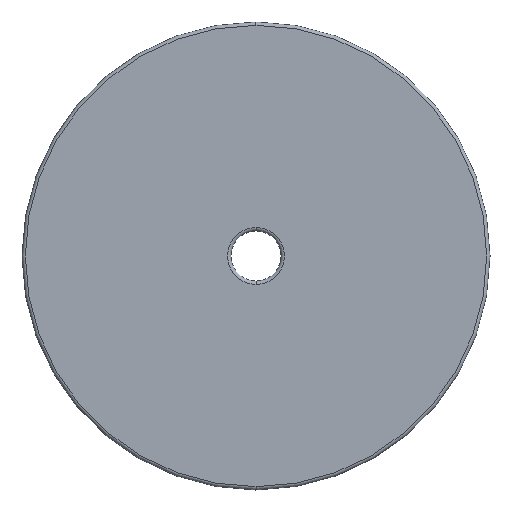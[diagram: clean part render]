
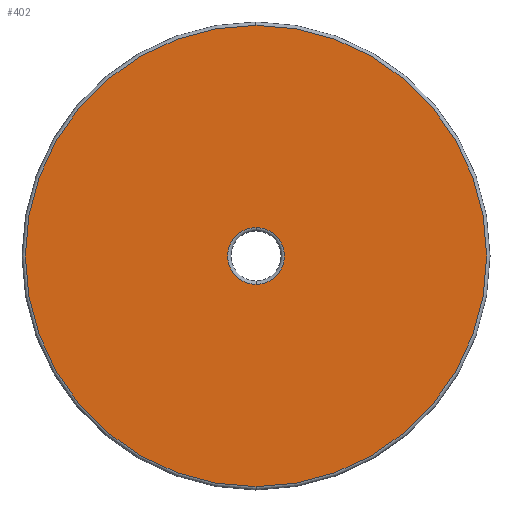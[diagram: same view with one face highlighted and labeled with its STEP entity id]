
A CAD part, left-side view. The second image highlights one B-rep face of the part: STEP entity #402.
In plain terms, the highlighted planar face has unit normal (-1, 0, 0).
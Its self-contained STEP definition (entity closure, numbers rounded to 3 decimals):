
#27 = ORIENTED_EDGE ( 'NONE', *, *, #993, .T. ) ;
#76 = ORIENTED_EDGE ( 'NONE', *, *, #534, .T. ) ;
#85 = VERTEX_POINT ( 'NONE', #1011 ) ;
#103 = ORIENTED_EDGE ( 'NONE', *, *, #392, .T. ) ;
#189 = VERTEX_POINT ( 'NONE', #275 ) ;
#214 = EDGE_CURVE ( 'NONE', #85, #189, #437, .T. ) ;
#225 = EDGE_LOOP ( 'NONE', ( #103, #1003 ) ) ;
#228 = DIRECTION ( 'NONE',  ( 0., 0., -1. ) ) ;
#249 = CARTESIAN_POINT ( 'NONE',  ( -4., 0., 1.7 ) ) ;
#266 = AXIS2_PLACEMENT_3D ( 'NONE', #954, #878, #467 ) ;
#275 = CARTESIAN_POINT ( 'NONE',  ( -4., 0., -13.8 ) ) ;
#317 = AXIS2_PLACEMENT_3D ( 'NONE', #634, #724, #228 ) ;
#392 = EDGE_CURVE ( 'NONE', #189, #85, #436, .T. ) ;
#402 = ADVANCED_FACE ( 'NONE', ( #910, #1040 ), #551, .F. ) ;
#423 = VERTEX_POINT ( 'NONE', #977 ) ;
#436 = CIRCLE ( 'NONE', #266, 13.8 ) ;
#437 = CIRCLE ( 'NONE', #466, 13.8 ) ;
#456 = CARTESIAN_POINT ( 'NONE',  ( -4., 0., 0. ) ) ;
#466 = AXIS2_PLACEMENT_3D ( 'NONE', #456, #791, #552 ) ;
#467 = DIRECTION ( 'NONE',  ( 0., 0., -1. ) ) ;
#480 = DIRECTION ( 'NONE',  ( 1., 0., 0. ) ) ;
#499 = CIRCLE ( 'NONE', #739, 1.7 ) ;
#520 = CARTESIAN_POINT ( 'NONE',  ( -4., 0., 0. ) ) ;
#534 = EDGE_CURVE ( 'NONE', #423, #800, #757, .T. ) ;
#551 = PLANE ( 'NONE',  #317 ) ;
#552 = DIRECTION ( 'NONE',  ( 0., 0., -1. ) ) ;
#634 = CARTESIAN_POINT ( 'NONE',  ( -4., 1.5, 0. ) ) ;
#650 = DIRECTION ( 'NONE',  ( 0., 0., -1. ) ) ;
#724 = DIRECTION ( 'NONE',  ( 1., 0., 0. ) ) ;
#739 = AXIS2_PLACEMENT_3D ( 'NONE', #520, #1019, #938 ) ;
#757 = CIRCLE ( 'NONE', #996, 1.7 ) ;
#791 = DIRECTION ( 'NONE',  ( -1., 0., 0. ) ) ;
#800 = VERTEX_POINT ( 'NONE', #249 ) ;
#855 = EDGE_LOOP ( 'NONE', ( #76, #27 ) ) ;
#878 = DIRECTION ( 'NONE',  ( -1., 0., 0. ) ) ;
#910 = FACE_OUTER_BOUND ( 'NONE', #225, .T. ) ;
#938 = DIRECTION ( 'NONE',  ( 0., 0., -1. ) ) ;
#954 = CARTESIAN_POINT ( 'NONE',  ( -4., 0., 0. ) ) ;
#967 = CARTESIAN_POINT ( 'NONE',  ( -4., 0., 0. ) ) ;
#977 = CARTESIAN_POINT ( 'NONE',  ( -4., 0., -1.7 ) ) ;
#993 = EDGE_CURVE ( 'NONE', #800, #423, #499, .T. ) ;
#996 = AXIS2_PLACEMENT_3D ( 'NONE', #967, #480, #650 ) ;
#1003 = ORIENTED_EDGE ( 'NONE', *, *, #214, .T. ) ;
#1011 = CARTESIAN_POINT ( 'NONE',  ( -4., 0., 13.8 ) ) ;
#1019 = DIRECTION ( 'NONE',  ( 1., 0., 0. ) ) ;
#1040 = FACE_BOUND ( 'NONE', #855, .T. ) ;
